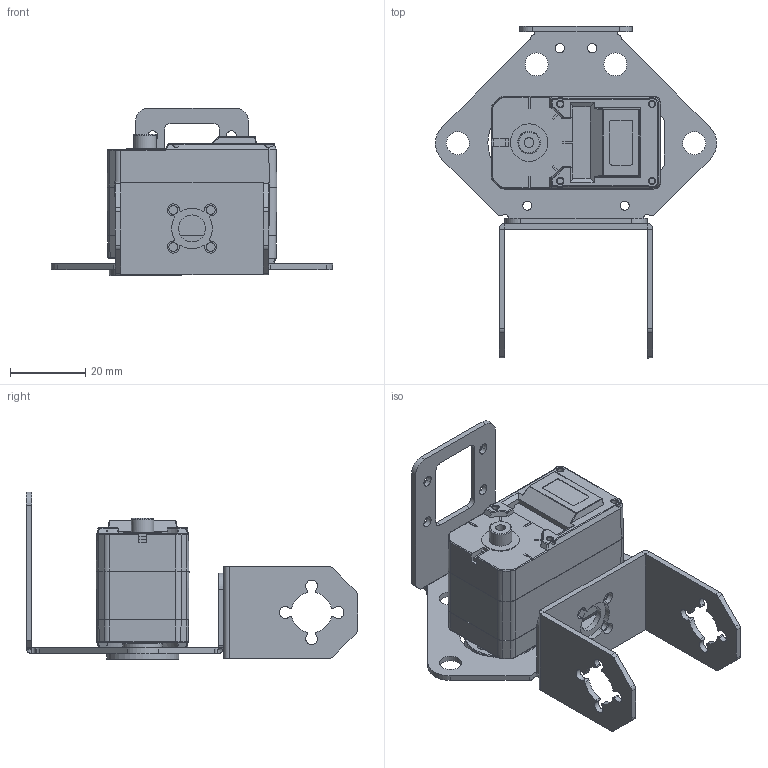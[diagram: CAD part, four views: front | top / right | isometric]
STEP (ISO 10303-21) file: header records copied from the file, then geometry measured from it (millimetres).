
FILE_DESCRIPTION(/* description */ (''),/* implementation_level */ '2;1');
FILE_NAME(/* name */ 'eef_base v1.step',/* time_stamp */ '2023-03-27T17:46:22+05:30',/* author */ (''),/* organization */ (''),/* preprocessor_version */ 'ST-DEVELOPER v19.2',/* originating_system */ 'Autodesk Translation Framework v11.17.0.187',/* authorisation */ '');
FILE_SCHEMA (('AUTOMOTIVE_DESIGN { 1 0 10303 214 3 1 1 }'));
Length unit declared in the file: millimetre
Products named in the file (12): eef_base; end_effector; Theta舵机支架; 夹头底座; SCS215 v6 (4); ZK_122; SG-ZIJI_15; XG-ZIJI_16; MOTOR-1723_3; PCB-CHAZUO_92; GE_27; 金属舵盘（驱动） v2
Assembly tree (11 placements, depth 4):
  eef_base
    end_effector
      Theta舵机支架
      夹头底座
      SCS215 v6 (4)
        ZK_122
        SG-ZIJI_15
        XG-ZIJI_16
        MOTOR-1723_3
        PCB-CHAZUO_92
        GE_27
        金属舵盘（驱动） v2
Bounding box: 74.95 x 88.42 x 44.76 mm (x, y, z)
Volume: 42233.3 mm3; surface area: 21880.3 mm2
Topology: 1 solids, 24 shells, 1002 faces, 2803 edges, 1825 vertices
Faces by surface type: plane 499, cylinder 384, cone 44, bspline 36, torus 25, sphere 14
Full cylindrical faces by diameter (mm): 1 x1, 1.2 x1, 1.6 x12, 2.2 x11, 2.4 x8, 2.5 x12, 2.6 x1, 3.2 x1, 3.5 x2, 4 x1, 4.7 x1, 5 x1, 6 x1, 6.12 x4, 6.2 x1, 7.2 x1, 8 x1, 10 x1, 10.5 x1, 10.6 x1, 17.05 x1, 19.2 x1
Entity records: 39420 total; most frequent: CARTESIAN_POINT 13520, ORIENTED_EDGE 5586, DIRECTION 5254, EDGE_CURVE 2793, AXIS2_PLACEMENT_3D 1884, VERTEX_POINT 1825, LINE 1486, VECTOR 1486
